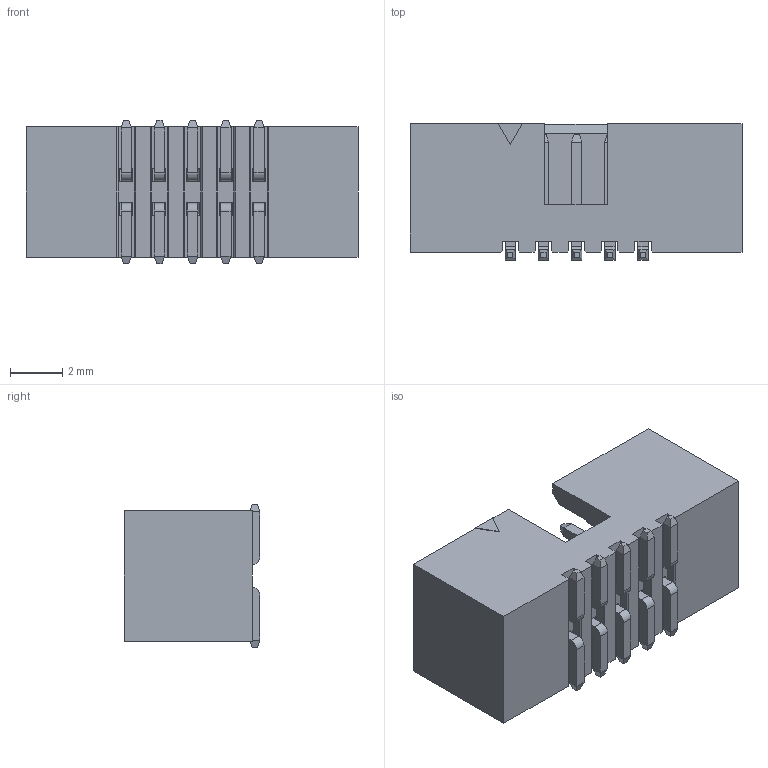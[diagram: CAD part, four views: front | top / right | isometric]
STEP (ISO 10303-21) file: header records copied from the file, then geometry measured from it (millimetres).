
FILE_DESCRIPTION (( 'STEP AP214' ), '1' );
FILE_NAME ('2195SM-10G.STEP', '2020-03-02T01:59:32', ( '' ), ( '' ), 'SwSTEP 2.0', 'SolidWorks 2018', '' );
FILE_SCHEMA (( 'AUTOMOTIVE_DESIGN' ));
Length unit declared in the file: millimetre
Products named in the file (3): 801-2195SM-10; 802-2195SM; 2195SM-10G
Assembly tree (11 placements, depth 2):
  2195SM-10G
    801-2195SM-10
    802-2195SM  x10
Bounding box: 12.7 x 5.2 x 5.5 mm (x, y, z)
Volume: 188.3 mm3; surface area: 515.1 mm2
Topology: 11 solids, 11 shells, 312 faces, 746 edges, 456 vertices
Faces by surface type: plane 292, cylinder 20
Entity records: 4620 total; most frequent: CARTESIAN_POINT 790, ORIENTED_EDGE 772, DIRECTION 718, EDGE_CURVE 386, LINE 382, VECTOR 382, VERTEX_POINT 240, EDGE_LOOP 170
